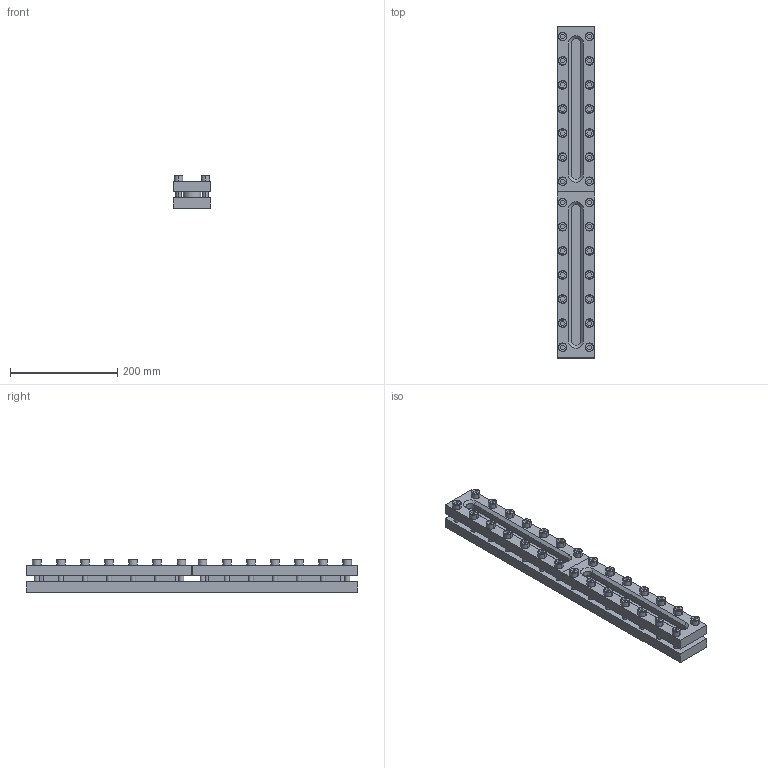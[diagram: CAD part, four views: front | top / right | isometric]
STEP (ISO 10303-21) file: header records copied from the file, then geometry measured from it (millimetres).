
FILE_DESCRIPTION (( 'STEP AP214' ), '1' );
FILE_NAME ('BS03_07_Behälter-Schauglas.STEP', '2020-09-15T08:02:15', ( '' ), ( '' ), 'SwSTEP 2.0', 'SolidWorks 2020', '' );
FILE_SCHEMA (( 'AUTOMOTIVE_DESIGN' ));
Length unit declared in the file: millimetre
Products named in the file (6): BS03_07_Behälter-Schauglas; DIN 912 M10x40; BS03-01-07_Grundflansch; BS03-02-04_Deckelflansch; BS03-04-04_Dichtung; BS03-03-04_Glasplatte
Assembly tree (37 placements, depth 2):
  BS03_07_Behälter-Schauglas
    BS03-01-07_Grundflansch
    BS03-04-04_Dichtung  x4
    BS03-03-04_Glasplatte  x2
    BS03-02-04_Deckelflansch  x2
    DIN 912 M10x40  x28
Bounding box: 70 x 620 x 61 mm (x, y, z)
Volume: 1636629.9 mm3; surface area: 430272.9 mm2
Topology: 37 solids, 37 shells, 938 faces, 2110 edges, 1280 vertices
Faces by surface type: plane 370, cylinder 284, cone 164, torus 120
Entity records: 9297 total; most frequent: DIRECTION 1561, CARTESIAN_POINT 1528, ORIENTED_EDGE 1294, EDGE_CURVE 647, AXIS2_PLACEMENT_3D 617, VERTEX_POINT 400, EDGE_LOOP 361, VECTOR 327
